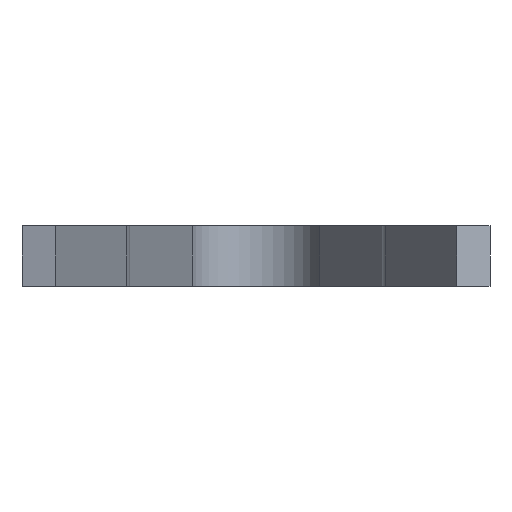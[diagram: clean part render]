
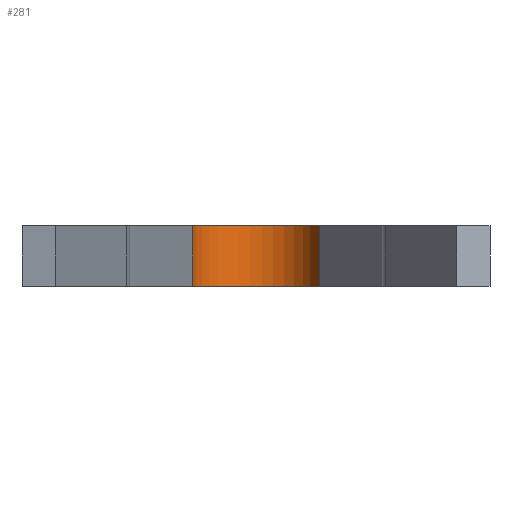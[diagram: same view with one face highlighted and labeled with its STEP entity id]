
A CAD part, front view. The second image highlights one B-rep face of the part: STEP entity #281.
In plain terms, the highlighted cylindrical face has radius 0.775 mm (diameter 1.549 mm), a partial arc.
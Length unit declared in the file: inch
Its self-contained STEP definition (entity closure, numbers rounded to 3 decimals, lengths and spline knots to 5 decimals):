
#5 = EDGE_CURVE ( 'NONE', #13, #12, #324, .T. ) ;
#12 = VERTEX_POINT ( 'NONE', #344 ) ;
#13 = VERTEX_POINT ( 'NONE', #343 ) ;
#26 = EDGE_LOOP ( 'NONE', ( #29, #299, #382, #376 ) ) ;
#29 = ORIENTED_EDGE ( 'NONE', *, *, #214, .T. ) ;
#185 = VERTEX_POINT ( 'NONE', #562 ) ;
#214 = EDGE_CURVE ( 'NONE', #185, #280, #672, .T. ) ;
#269 = EDGE_CURVE ( 'NONE', #185, #13, #721, .T. ) ;
#280 = VERTEX_POINT ( 'NONE', #737 ) ;
#281 = ADVANCED_FACE ( 'NONE', ( #733 ), #732, .F. ) ;
#299 = ORIENTED_EDGE ( 'NONE', *, *, #381, .T. ) ;
#321 = DIRECTION ( 'NONE',  ( 0., 0., 1. ) ) ;
#322 = VECTOR ( 'NONE', #321, 39.37008 ) ;
#323 = CARTESIAN_POINT ( 'NONE',  ( -0.02946, 0.31939, 0.014 ) ) ;
#324 = LINE ( 'NONE', #323, #322 ) ;
#343 = CARTESIAN_POINT ( 'NONE',  ( -0.02946, 0.31939, -0.014 ) ) ;
#344 = CARTESIAN_POINT ( 'NONE',  ( -0.02946, 0.31939, 0.014 ) ) ;
#376 = ORIENTED_EDGE ( 'NONE', *, *, #269, .F. ) ;
#381 = EDGE_CURVE ( 'NONE', #280, #12, #862, .T. ) ;
#382 = ORIENTED_EDGE ( 'NONE', *, *, #5, .F. ) ;
#562 = CARTESIAN_POINT ( 'NONE',  ( 0.02946, 0.31939, -0.014 ) ) ;
#669 = DIRECTION ( 'NONE',  ( 0., 0., 1. ) ) ;
#670 = VECTOR ( 'NONE', #669, 39.37008 ) ;
#671 = CARTESIAN_POINT ( 'NONE',  ( 0.02946, 0.31939, 0.014 ) ) ;
#672 = LINE ( 'NONE', #671, #670 ) ;
#719 = CARTESIAN_POINT ( 'NONE',  ( 0., 0.3115, -0.014 ) ) ;
#720 = AXIS2_PLACEMENT_3D ( 'NONE', #719, #755, #754 ) ;
#721 = CIRCLE ( 'NONE', #720, 0.0305 ) ;
#732 = CYLINDRICAL_SURFACE ( 'NONE', #783, 0.0305 ) ;
#733 = FACE_OUTER_BOUND ( 'NONE', #26, .T. ) ;
#737 = CARTESIAN_POINT ( 'NONE',  ( 0.02946, 0.31939, 0.014 ) ) ;
#754 = DIRECTION ( 'NONE',  ( 1., 0., 0. ) ) ;
#755 = DIRECTION ( 'NONE',  ( 0., 0., 1. ) ) ;
#781 = DIRECTION ( 'NONE',  ( 0., 0., 1. ) ) ;
#782 = CARTESIAN_POINT ( 'NONE',  ( 0., 0.3115, 0. ) ) ;
#783 = AXIS2_PLACEMENT_3D ( 'NONE', #782, #781, #793 ) ;
#793 = DIRECTION ( 'NONE',  ( 1., 0., 0. ) ) ;
#858 = DIRECTION ( 'NONE',  ( 1., 0., 0. ) ) ;
#859 = DIRECTION ( 'NONE',  ( 0., 0., 1. ) ) ;
#860 = CARTESIAN_POINT ( 'NONE',  ( 0., 0.3115, 0.014 ) ) ;
#861 = AXIS2_PLACEMENT_3D ( 'NONE', #860, #859, #858 ) ;
#862 = CIRCLE ( 'NONE', #861, 0.0305 ) ;
